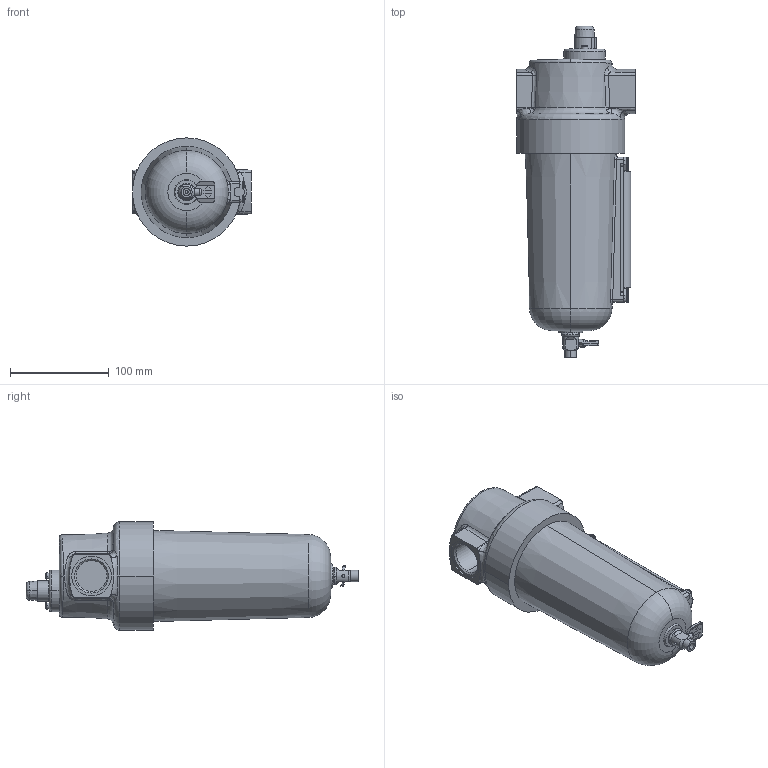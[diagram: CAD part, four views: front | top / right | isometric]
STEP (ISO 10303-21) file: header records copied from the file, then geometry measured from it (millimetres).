
FILE_DESCRIPTION (( 'STEP AP214' ), '1' );
FILE_NAME ('Norgren-F46-801-M0DA.step', '2019-03-02T21:59:40', ( '' ), ( '' ), 'SwSTEP 2.0', 'SolidWorks 2019', '' );
FILE_SCHEMA (( 'AUTOMOTIVE_DESIGN' ));
Length unit declared in the file: inch
Products named in the file (9): Norgren-F46-801-M0DA; Norgren-F46-801-M0DA_Bowl_Metal sight glass; Norgren-F46-801-M0DA_Bracket-sight glass; Norgren-F46-801-M0DA_Body-visual; Norgren-F46-801-M0DA_Sight glass; Norgren-F46-801-M0DA_Ring-support; Norgren-F46-801-M0DA_Manual turn; Norgren-F46-801-M0DA_Body-filter_1 NPT; Norgren-F46-801-M0DA_Guard-sight glass
Assembly tree (9 placements, depth 2):
  Norgren-F46-801-M0DA
    Norgren-F46-801-M0DA_Body-filter_1 NPT
    Norgren-F46-801-M0DA_Bowl_Metal sight glass
    Norgren-F46-801-M0DA_Guard-sight glass
    Norgren-F46-801-M0DA_Bracket-sight glass  x2
    Norgren-F46-801-M0DA_Sight glass
    Norgren-F46-801-M0DA_Body-visual
    Norgren-F46-801-M0DA_Ring-support
    Norgren-F46-801-M0DA_Manual turn
Bounding box: 120.54 x 336.39 x 109.73 mm (x, y, z)
Volume: 751047.7 mm3; surface area: 224707.3 mm2
Topology: 10 solids, 10 shells, 506 faces, 1213 edges, 773 vertices
Faces by surface type: plane 233, cylinder 141, bspline 54, torus 39, cone 33, sphere 6
Entity records: 16048 total; most frequent: CARTESIAN_POINT 5712, ORIENTED_EDGE 2074, DIRECTION 2036, EDGE_CURVE 1037, AXIS2_PLACEMENT_3D 802, VERTEX_POINT 657, EDGE_LOOP 494, ADVANCED_FACE 438
